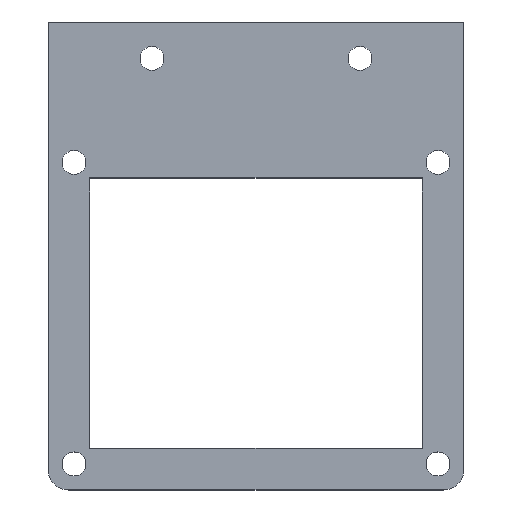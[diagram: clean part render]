
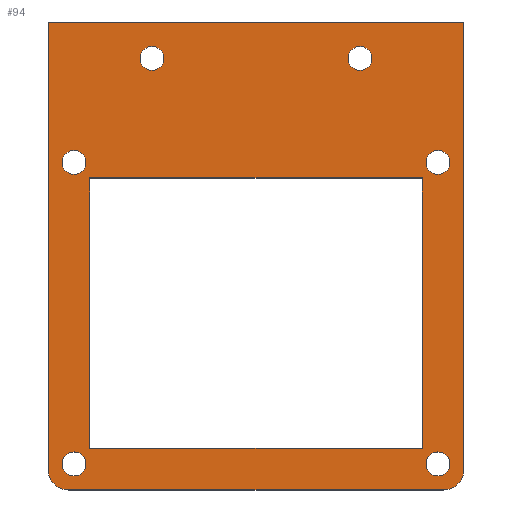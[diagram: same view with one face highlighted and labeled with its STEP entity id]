
A CAD part, top view. The second image highlights one B-rep face of the part: STEP entity #94.
In plain terms, the highlighted planar face has unit normal (0, 0, 1).
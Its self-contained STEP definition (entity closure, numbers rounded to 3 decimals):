
#42=FACE_BOUND('',#132,.T.);
#43=FACE_BOUND('',#133,.T.);
#44=FACE_BOUND('',#134,.T.);
#45=FACE_BOUND('',#135,.T.);
#46=FACE_BOUND('',#136,.T.);
#47=FACE_BOUND('',#137,.T.);
#48=FACE_BOUND('',#138,.T.);
#49=FACE_BOUND('',#139,.T.);
#70=CIRCLE('',#381,1.15);
#71=CIRCLE('',#382,1.15);
#72=CIRCLE('',#383,1.15);
#73=CIRCLE('',#384,1.15);
#74=CIRCLE('',#385,1.15);
#75=CIRCLE('',#386,1.15);
#76=CIRCLE('',#387,2.);
#77=CIRCLE('',#388,2.);
#94=ADVANCED_FACE('',(#42,#43,#44,#45,#46,#47,#48,#49),#112,.F.);
#112=PLANE('',#389);
#132=EDGE_LOOP('',(#194));
#133=EDGE_LOOP('',(#195));
#134=EDGE_LOOP('',(#196));
#135=EDGE_LOOP('',(#197));
#136=EDGE_LOOP('',(#198));
#137=EDGE_LOOP('',(#199));
#138=EDGE_LOOP('',(#200,#201,#202,#203,#204,#205));
#139=EDGE_LOOP('',(#206,#207,#208,#209));
#194=ORIENTED_EDGE('',*,*,#304,.T.);
#195=ORIENTED_EDGE('',*,*,#305,.T.);
#196=ORIENTED_EDGE('',*,*,#306,.T.);
#197=ORIENTED_EDGE('',*,*,#307,.T.);
#198=ORIENTED_EDGE('',*,*,#308,.T.);
#199=ORIENTED_EDGE('',*,*,#309,.T.);
#200=ORIENTED_EDGE('',*,*,#290,.F.);
#201=ORIENTED_EDGE('',*,*,#310,.T.);
#202=ORIENTED_EDGE('',*,*,#298,.F.);
#203=ORIENTED_EDGE('',*,*,#311,.T.);
#204=ORIENTED_EDGE('',*,*,#295,.F.);
#205=ORIENTED_EDGE('',*,*,#293,.F.);
#206=ORIENTED_EDGE('',*,*,#280,.T.);
#207=ORIENTED_EDGE('',*,*,#303,.T.);
#208=ORIENTED_EDGE('',*,*,#286,.T.);
#209=ORIENTED_EDGE('',*,*,#283,.T.);
#248=VERTEX_POINT('',#508);
#249=VERTEX_POINT('',#510);
#251=VERTEX_POINT('',#516);
#253=VERTEX_POINT('',#522);
#256=VERTEX_POINT('',#529);
#257=VERTEX_POINT('',#531);
#259=VERTEX_POINT('',#537);
#260=VERTEX_POINT('',#541);
#262=VERTEX_POINT('',#547);
#263=VERTEX_POINT('',#548);
#266=VERTEX_POINT('',#559);
#267=VERTEX_POINT('',#561);
#268=VERTEX_POINT('',#563);
#269=VERTEX_POINT('',#565);
#270=VERTEX_POINT('',#567);
#271=VERTEX_POINT('',#569);
#280=EDGE_CURVE('',#249,#248,#322,.T.);
#283=EDGE_CURVE('',#251,#249,#325,.T.);
#286=EDGE_CURVE('',#253,#251,#328,.T.);
#290=EDGE_CURVE('',#256,#257,#332,.T.);
#293=EDGE_CURVE('',#257,#259,#335,.T.);
#295=EDGE_CURVE('',#259,#260,#337,.T.);
#298=EDGE_CURVE('',#262,#263,#340,.T.);
#303=EDGE_CURVE('',#248,#253,#345,.T.);
#304=EDGE_CURVE('',#266,#266,#70,.T.);
#305=EDGE_CURVE('',#267,#267,#71,.T.);
#306=EDGE_CURVE('',#268,#268,#72,.T.);
#307=EDGE_CURVE('',#269,#269,#73,.T.);
#308=EDGE_CURVE('',#270,#270,#74,.T.);
#309=EDGE_CURVE('',#271,#271,#75,.T.);
#310=EDGE_CURVE('',#256,#263,#76,.T.);
#311=EDGE_CURVE('',#262,#260,#77,.T.);
#322=LINE('',#509,#348);
#325=LINE('',#515,#351);
#328=LINE('',#521,#354);
#332=LINE('',#530,#358);
#335=LINE('',#536,#361);
#337=LINE('',#540,#363);
#340=LINE('',#546,#366);
#345=LINE('',#556,#371);
#348=VECTOR('',#411,1.);
#351=VECTOR('',#416,1.);
#354=VECTOR('',#421,1.);
#358=VECTOR('',#427,1.);
#361=VECTOR('',#432,1.);
#363=VECTOR('',#436,1.);
#366=VECTOR('',#441,1.);
#371=VECTOR('',#448,1.);
#381=AXIS2_PLACEMENT_3D('',#558,#451,#452);
#382=AXIS2_PLACEMENT_3D('',#560,#453,#454);
#383=AXIS2_PLACEMENT_3D('',#562,#455,#456);
#384=AXIS2_PLACEMENT_3D('',#564,#457,#458);
#385=AXIS2_PLACEMENT_3D('',#566,#459,#460);
#386=AXIS2_PLACEMENT_3D('',#568,#461,#462);
#387=AXIS2_PLACEMENT_3D('',#570,#463,#464);
#388=AXIS2_PLACEMENT_3D('',#571,#465,#466);
#389=AXIS2_PLACEMENT_3D('',#572,#467,#468);
#411=DIRECTION('',(0.,1.,0.));
#416=DIRECTION('',(-1.,0.,0.));
#421=DIRECTION('',(0.,-1.,0.));
#427=DIRECTION('',(0.,1.,0.));
#432=DIRECTION('',(1.,0.,0.));
#436=DIRECTION('',(0.,-1.,0.));
#441=DIRECTION('',(-1.,0.,0.));
#448=DIRECTION('',(1.,0.,0.));
#451=DIRECTION('',(0.,0.,-1.));
#452=DIRECTION('',(-1.,0.,0.));
#453=DIRECTION('',(0.,0.,-1.));
#454=DIRECTION('',(-1.,0.,0.));
#455=DIRECTION('',(0.,0.,-1.));
#456=DIRECTION('',(-1.,0.,0.));
#457=DIRECTION('',(0.,0.,-1.));
#458=DIRECTION('',(-1.,0.,0.));
#459=DIRECTION('',(0.,0.,-1.));
#460=DIRECTION('',(-1.,0.,0.));
#461=DIRECTION('',(0.,0.,-1.));
#462=DIRECTION('',(-1.,0.,0.));
#463=DIRECTION('',(0.,0.,1.));
#464=DIRECTION('',(-1.,0.,0.));
#465=DIRECTION('',(0.,0.,1.));
#466=DIRECTION('',(-1.,0.,0.));
#467=DIRECTION('',(0.,0.,-1.));
#468=DIRECTION('',(-1.,0.,0.));
#508=CARTESIAN_POINT('',(-16.,7.5,3.));
#509=CARTESIAN_POINT('',(-16.,-18.5,3.));
#510=CARTESIAN_POINT('',(-16.,-18.5,3.));
#515=CARTESIAN_POINT('',(16.,-18.5,3.));
#516=CARTESIAN_POINT('',(16.,-18.5,3.));
#521=CARTESIAN_POINT('',(16.,7.5,3.));
#522=CARTESIAN_POINT('',(16.,7.5,3.));
#529=CARTESIAN_POINT('',(-20.,-20.5,3.));
#530=CARTESIAN_POINT('',(-20.,-22.5,3.));
#531=CARTESIAN_POINT('',(-20.,22.5,3.));
#536=CARTESIAN_POINT('',(-20.,22.5,3.));
#537=CARTESIAN_POINT('',(20.,22.5,3.));
#540=CARTESIAN_POINT('',(20.,22.5,3.));
#541=CARTESIAN_POINT('',(20.,-20.5,3.));
#546=CARTESIAN_POINT('',(20.,-22.5,3.));
#547=CARTESIAN_POINT('',(18.,-22.5,3.));
#548=CARTESIAN_POINT('',(-18.,-22.5,3.));
#556=CARTESIAN_POINT('',(-16.,7.5,3.));
#558=CARTESIAN_POINT('',(17.5,9.,3.));
#559=CARTESIAN_POINT('',(16.35,9.,3.));
#560=CARTESIAN_POINT('',(17.5,-20.,3.));
#561=CARTESIAN_POINT('',(16.35,-20.,3.));
#562=CARTESIAN_POINT('',(10.,19.,3.));
#563=CARTESIAN_POINT('',(8.85,19.,3.));
#564=CARTESIAN_POINT('',(-10.,19.,3.));
#565=CARTESIAN_POINT('',(-11.15,19.,3.));
#566=CARTESIAN_POINT('',(-17.5,9.,3.));
#567=CARTESIAN_POINT('',(-18.65,9.,3.));
#568=CARTESIAN_POINT('',(-17.5,-20.,3.));
#569=CARTESIAN_POINT('',(-18.65,-20.,3.));
#570=CARTESIAN_POINT('',(-18.,-20.5,3.));
#571=CARTESIAN_POINT('',(18.,-20.5,3.));
#572=CARTESIAN_POINT('',(0.,0.,3.));
